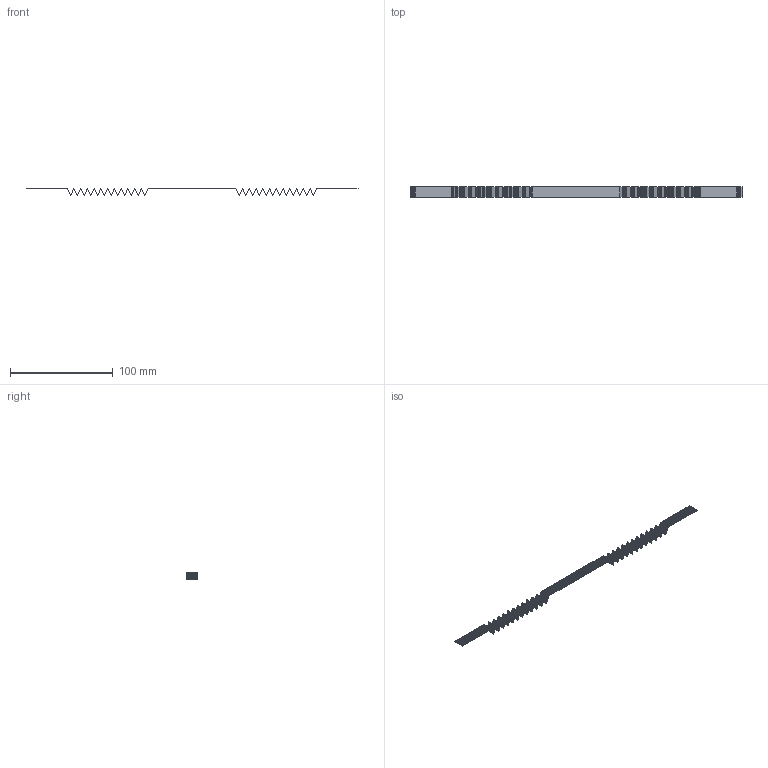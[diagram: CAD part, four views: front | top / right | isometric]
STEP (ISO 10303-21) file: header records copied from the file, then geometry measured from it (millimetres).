
FILE_DESCRIPTION(/* description */ ('Unknown'),/* implementation_level */ '2;1');
FILE_NAME(/* name */ '687620225002',/* time_stamp */ '2020-12-15T10:33:18+01:00',/* author */ ('Unknown'),/* organization */ ('Unknown'),/* preprocessor_version */ 'ST-DEVELOPER v16.7',/* originating_system */ 'DEX',/* authorisation */ $);
FILE_SCHEMA (('AUTOMOTIVE_DESIGN {1 0 10303 214 3 1 1}'));
Products named in the file (2): 6876xx225002; 687620225002
Assembly tree (1 placements, depth 2):
  6876xx225002
    687620225002
Bounding box: 322.6 x 10.5 x 7.62 mm (x, y, z)
Volume: 667.9 mm3; surface area: 18738.7 mm2
Topology: 1 solids, 1 shells, 2362 faces, 7112 edges, 4712 vertices
Faces by surface type: plane 2362
Entity records: 94797 total; most frequent: ORIENTED_EDGE 14224, CARTESIAN_POINT 14188, DIRECTION 11840, EDGE_CURVE 7112, LINE 7112, VECTOR 7112, VERTEX_POINT 4712, AXIS2_PLACEMENT_3D 2364
